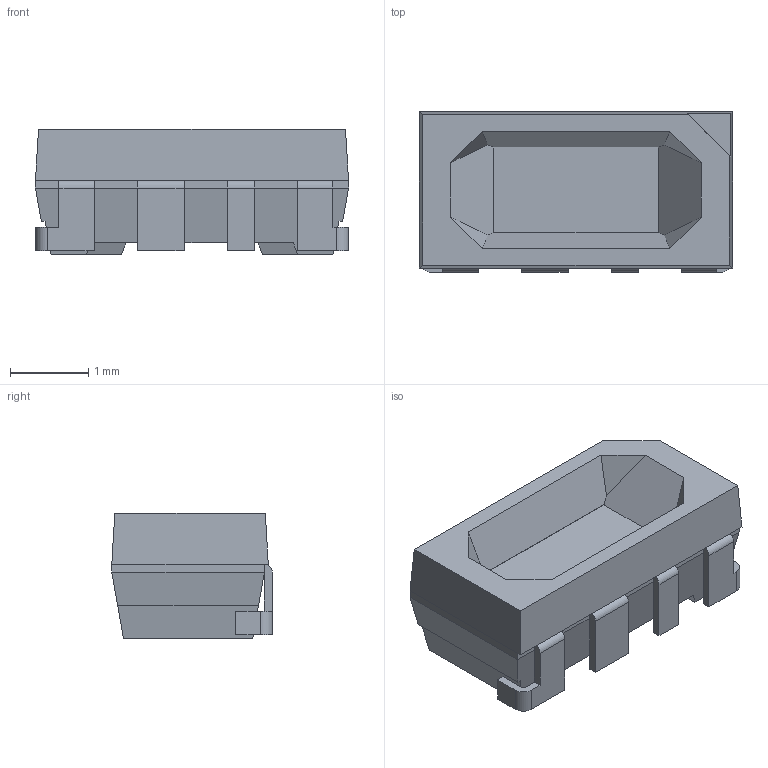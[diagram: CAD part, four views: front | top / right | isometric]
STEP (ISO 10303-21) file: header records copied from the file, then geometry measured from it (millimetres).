
FILE_DESCRIPTION (( 'STEP AP214' ), '1' );
FILE_NAME ('SK6812 SIDE-A.STEP', '2024-02-19T17:06:34', ( '' ), ( '' ), 'SwSTEP 2.0', 'SolidWorks 2021', '' );
FILE_SCHEMA (( 'AUTOMOTIVE_DESIGN' ));
Length unit declared in the file: millimetre
Products named in the file (1): SK6812 SIDE-A
Bounding box: 4 x 2.05 x 1.6 mm (x, y, z)
Volume: 9.2 mm3; surface area: 49.1 mm2
Topology: 6 solids, 6 shells, 112 faces, 279 edges, 182 vertices
Faces by surface type: plane 96, cone 8, cylinder 8
Entity records: 3358 total; most frequent: CARTESIAN_POINT 574, ORIENTED_EDGE 558, DIRECTION 537, EDGE_CURVE 279, VECTOR 247, LINE 247, VERTEX_POINT 182, AXIS2_PLACEMENT_3D 145
